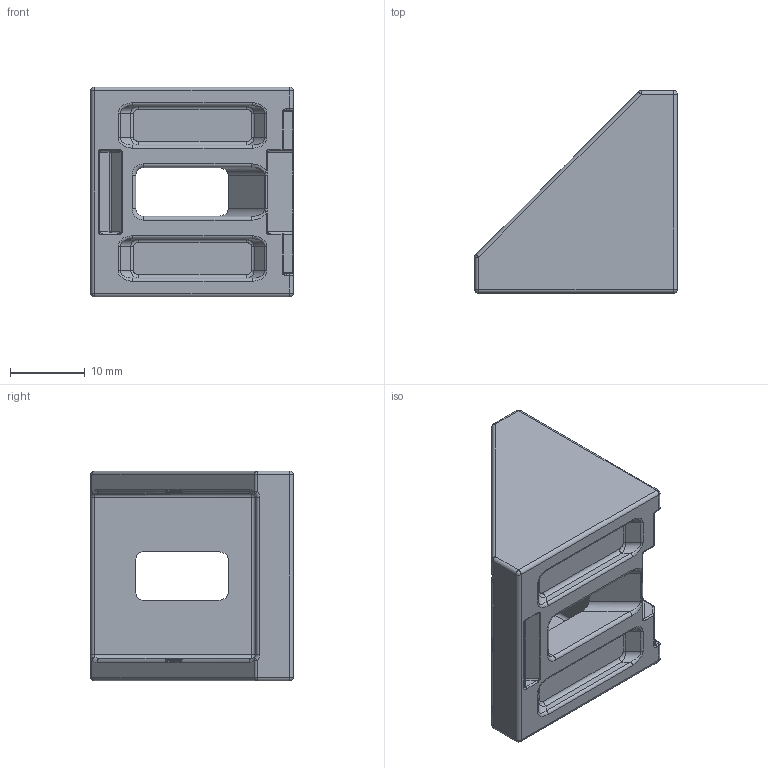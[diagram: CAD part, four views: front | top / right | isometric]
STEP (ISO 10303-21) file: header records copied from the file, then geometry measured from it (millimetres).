
FILE_DESCRIPTION (( 'STEP AP203' ), '1' );
FILE_NAME ('084.305.010.STEP', '2016-06-10T09:52:29', ( '' ), ( '' ), 'SwSTEP 2.0', 'SolidWorks 2016', '' );
FILE_SCHEMA (( 'CONFIG_CONTROL_DESIGN' ));
Length unit declared in the file: millimetre
Products named in the file (1): 084.305.010
Bounding box: 27 x 27 x 28 mm (x, y, z)
Volume: 6572 mm3; surface area: 4562.8 mm2
Topology: 1 solids, 1 shells, 326 faces, 745 edges, 409 vertices
Faces by surface type: cylinder 149, bspline 76, plane 61, sphere 24, torus 16
Entity records: 10261 total; most frequent: CARTESIAN_POINT 3593, ORIENTED_EDGE 1454, DIRECTION 1334, EDGE_CURVE 727, AXIS2_PLACEMENT_3D 516, VERTEX_POINT 407, EDGE_LOOP 334, ADVANCED_FACE 326
